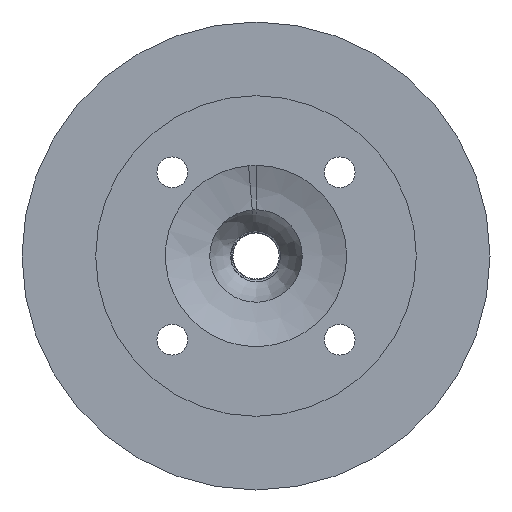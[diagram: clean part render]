
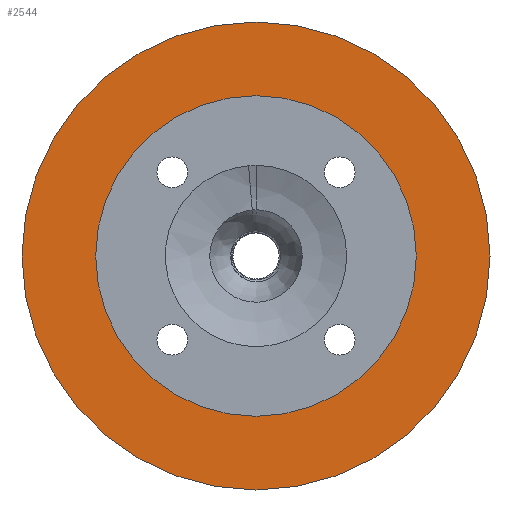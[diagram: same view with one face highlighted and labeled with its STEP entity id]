
A CAD part, front view. The second image highlights one B-rep face of the part: STEP entity #2544.
In plain terms, the highlighted planar face has unit normal (0, -1, 0).
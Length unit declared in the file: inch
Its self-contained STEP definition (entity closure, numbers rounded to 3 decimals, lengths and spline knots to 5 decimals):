
#48=FACE_BOUND('',#757,.T.);
#81=PLANE('',#2794);
#602=FACE_OUTER_BOUND('',#756,.T.);
#756=EDGE_LOOP('',(#1972));
#757=EDGE_LOOP('',(#1973));
#951=CIRCLE('',#2795,2.5);
#952=CIRCLE('',#2796,1.7125);
#1218=VERTEX_POINT('',#4825);
#1219=VERTEX_POINT('',#4827);
#1524=EDGE_CURVE('',#1218,#1218,#951,.T.);
#1525=EDGE_CURVE('',#1219,#1219,#952,.T.);
#1972=ORIENTED_EDGE('',*,*,#1524,.T.);
#1973=ORIENTED_EDGE('',*,*,#1525,.F.);
#2544=ADVANCED_FACE('',(#602,#48),#81,.F.);
#2794=AXIS2_PLACEMENT_3D('',#4824,#3341,#3342);
#2795=AXIS2_PLACEMENT_3D('',#4826,#3343,#3344);
#2796=AXIS2_PLACEMENT_3D('',#4828,#3345,#3346);
#3341=DIRECTION('center_axis',(0.,1.,0.));
#3342=DIRECTION('ref_axis',(0.,0.,1.));
#3343=DIRECTION('center_axis',(0.,-1.,0.));
#3344=DIRECTION('ref_axis',(0.,0.,-1.));
#3345=DIRECTION('center_axis',(0.,-1.,0.));
#3346=DIRECTION('ref_axis',(0.,0.,-1.));
#4824=CARTESIAN_POINT('Origin',(0.,0.,1.7125));
#4825=CARTESIAN_POINT('',(0.,0.,2.5));
#4826=CARTESIAN_POINT('Origin',(0.,0.,0.));
#4827=CARTESIAN_POINT('',(0.,0.,1.7125));
#4828=CARTESIAN_POINT('Origin',(0.,0.,0.));
